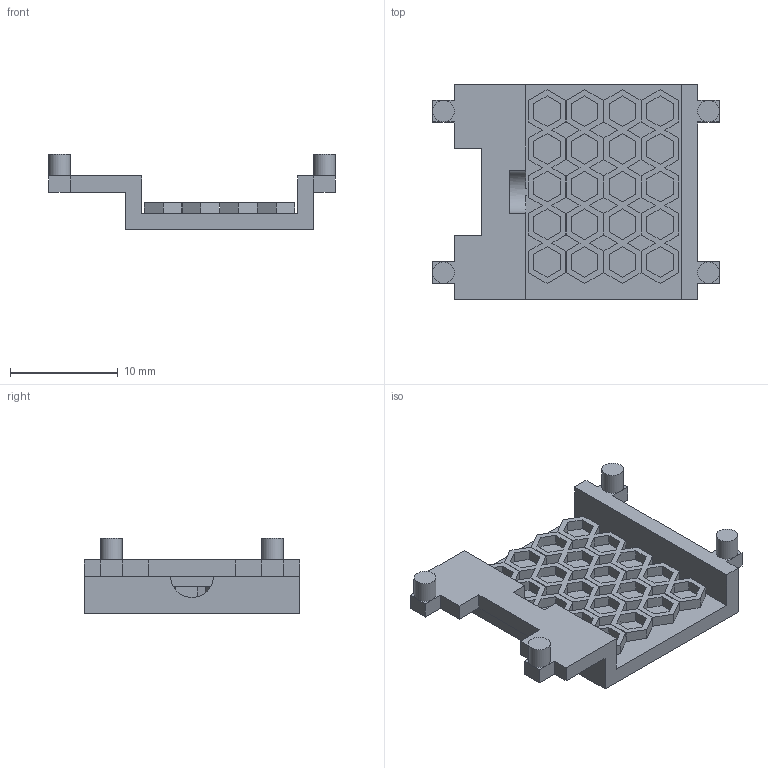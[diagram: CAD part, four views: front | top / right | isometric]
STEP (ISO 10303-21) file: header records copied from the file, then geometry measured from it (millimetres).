
FILE_DESCRIPTION(/* description */ (''),/* implementation_level */ '2;1');
FILE_NAME(/* name */ 'EndPhalangeGrip.stp',/* time_stamp */ '2020-05-08T18:58:41+12:00',/* author */ ('Ajay Yadiki'),/* organization */ (''),/* preprocessor_version */ 'ST-DEVELOPER v18',/* originating_system */ 'Autodesk Inventor 2020',/* authorisation */ '');
FILE_SCHEMA (('AUTOMOTIVE_DESIGN { 1 0 10303 214 3 1 1 }'));
Length unit declared in the file: millimetre
Products named in the file (1): f2_grip
Bounding box: 26.62 x 20 x 6.98 mm (x, y, z)
Volume: 986.6 mm3; surface area: 1779.3 mm2
Topology: 1 solids, 1 shells, 320 faces, 876 edges, 578 vertices
Faces by surface type: plane 315, cylinder 5
Full cylindrical faces by diameter (mm): 2 x4
Entity records: 9980 total; most frequent: CARTESIAN_POINT 1775, ORIENTED_EDGE 1752, DIRECTION 1544, EDGE_CURVE 876, LINE 850, VECTOR 850, VERTEX_POINT 578, AXIS2_PLACEMENT_3D 347
